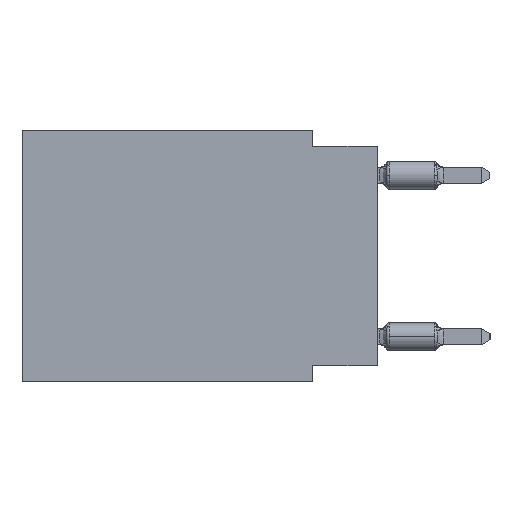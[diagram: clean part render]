
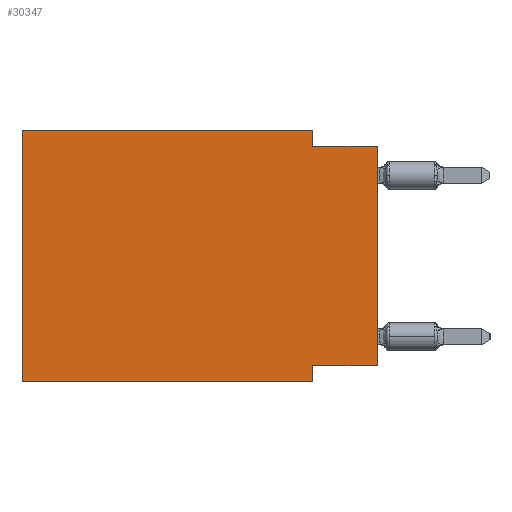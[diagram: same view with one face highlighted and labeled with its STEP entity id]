
A CAD part, left-side view. The second image highlights one B-rep face of the part: STEP entity #30347.
In plain terms, the highlighted planar face has unit normal (-1, 0, 0).
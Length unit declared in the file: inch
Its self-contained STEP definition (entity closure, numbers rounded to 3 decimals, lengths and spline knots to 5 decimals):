
#565 = VECTOR ( 'NONE', #20156, 39.37008 ) ;
#696 = EDGE_LOOP ( 'NONE', ( #33493, #33994, #16227, #5357, #6444, #27612, #5499, #20197 ) ) ;
#1547 = CARTESIAN_POINT ( 'NONE',  ( 0., 0.1, -0.39 ) ) ;
#1855 = VECTOR ( 'NONE', #21514, 39.37008 ) ;
#2211 = DIRECTION ( 'NONE',  ( 1., 0., 0. ) ) ;
#2678 = VECTOR ( 'NONE', #29104, 39.37008 ) ;
#3979 = CARTESIAN_POINT ( 'NONE',  ( 0., 0.55, 0. ) ) ;
#4187 = LINE ( 'NONE', #23704, #2678 ) ;
#4827 = CARTESIAN_POINT ( 'NONE',  ( 0., 0.1, 0. ) ) ;
#5357 = ORIENTED_EDGE ( 'NONE', *, *, #7450, .F. ) ;
#5499 = ORIENTED_EDGE ( 'NONE', *, *, #24988, .F. ) ;
#5618 = VERTEX_POINT ( 'NONE', #27922 ) ;
#5904 = EDGE_CURVE ( 'NONE', #13898, #34231, #32554, .T. ) ;
#5925 = CARTESIAN_POINT ( 'NONE',  ( 0., 0., -0.025 ) ) ;
#5967 = VECTOR ( 'NONE', #29875, 39.37008 ) ;
#6444 = ORIENTED_EDGE ( 'NONE', *, *, #8251, .F. ) ;
#7450 = EDGE_CURVE ( 'NONE', #26076, #28675, #17915, .T. ) ;
#7585 = VERTEX_POINT ( 'NONE', #14714 ) ;
#7784 = VECTOR ( 'NONE', #34426, 39.37008 ) ;
#8251 = EDGE_CURVE ( 'NONE', #7585, #26076, #22159, .T. ) ;
#8573 = DIRECTION ( 'NONE',  ( 0., 0., 1. ) ) ;
#9755 = PLANE ( 'NONE',  #25576 ) ;
#10464 = CARTESIAN_POINT ( 'NONE',  ( 0., 0.55, 0. ) ) ;
#10502 = VERTEX_POINT ( 'NONE', #14792 ) ;
#10617 = CARTESIAN_POINT ( 'NONE',  ( 0., 0.1, -0.39 ) ) ;
#10801 = CARTESIAN_POINT ( 'NONE',  ( 0., 0., -0.025 ) ) ;
#10876 = EDGE_CURVE ( 'NONE', #28675, #10502, #4187, .T. ) ;
#12223 = CARTESIAN_POINT ( 'NONE',  ( 0., 0., -0.365 ) ) ;
#13898 = VERTEX_POINT ( 'NONE', #12223 ) ;
#14088 = LINE ( 'NONE', #19459, #565 ) ;
#14125 = CARTESIAN_POINT ( 'NONE',  ( 0., 0.55, -0.39 ) ) ;
#14262 = EDGE_CURVE ( 'NONE', #13898, #5618, #14088, .T. ) ;
#14714 = CARTESIAN_POINT ( 'NONE',  ( 0., 0.55, -0.39 ) ) ;
#14792 = CARTESIAN_POINT ( 'NONE',  ( 0., 0.1, -0.025 ) ) ;
#15367 = VECTOR ( 'NONE', #19317, 39.37008 ) ;
#16227 = ORIENTED_EDGE ( 'NONE', *, *, #10876, .F. ) ;
#16639 = LINE ( 'NONE', #5925, #23271 ) ;
#16813 = DIRECTION ( 'NONE',  ( 0., -1., 0. ) ) ;
#17915 = LINE ( 'NONE', #3979, #7784 ) ;
#18310 = DIRECTION ( 'NONE',  ( 0., 0., -1. ) ) ;
#19317 = DIRECTION ( 'NONE',  ( 0., -1., 0. ) ) ;
#19437 = EDGE_CURVE ( 'NONE', #7585, #29966, #22010, .T. ) ;
#19459 = CARTESIAN_POINT ( 'NONE',  ( 0., 0., -0.365 ) ) ;
#19688 = CARTESIAN_POINT ( 'NONE',  ( 0., 0.55, 0. ) ) ;
#20156 = DIRECTION ( 'NONE',  ( 0., 1., 0. ) ) ;
#20197 = ORIENTED_EDGE ( 'NONE', *, *, #14262, .F. ) ;
#20245 = VECTOR ( 'NONE', #8573, 39.37008 ) ;
#21514 = DIRECTION ( 'NONE',  ( 0., 0., -1. ) ) ;
#22010 = LINE ( 'NONE', #14125, #15367 ) ;
#22159 = LINE ( 'NONE', #33118, #20245 ) ;
#23271 = VECTOR ( 'NONE', #16813, 39.37008 ) ;
#23704 = CARTESIAN_POINT ( 'NONE',  ( 0., 0.1, 0. ) ) ;
#24988 = EDGE_CURVE ( 'NONE', #5618, #29966, #35148, .T. ) ;
#25576 = AXIS2_PLACEMENT_3D ( 'NONE', #10464, #2211, #18310 ) ;
#26076 = VERTEX_POINT ( 'NONE', #19688 ) ;
#27612 = ORIENTED_EDGE ( 'NONE', *, *, #19437, .T. ) ;
#27922 = CARTESIAN_POINT ( 'NONE',  ( 0., 0.1, -0.365 ) ) ;
#28675 = VERTEX_POINT ( 'NONE', #4827 ) ;
#29104 = DIRECTION ( 'NONE',  ( 0., 0., -1. ) ) ;
#29347 = CARTESIAN_POINT ( 'NONE',  ( 0., 0., 0. ) ) ;
#29875 = DIRECTION ( 'NONE',  ( 0., 0., 1. ) ) ;
#29966 = VERTEX_POINT ( 'NONE', #1547 ) ;
#30347 = ADVANCED_FACE ( 'NONE', ( #31965 ), #9755, .F. ) ;
#30969 = EDGE_CURVE ( 'NONE', #10502, #34231, #16639, .T. ) ;
#31965 = FACE_OUTER_BOUND ( 'NONE', #696, .T. ) ;
#32554 = LINE ( 'NONE', #29347, #5967 ) ;
#33118 = CARTESIAN_POINT ( 'NONE',  ( 0., 0.55, 0. ) ) ;
#33493 = ORIENTED_EDGE ( 'NONE', *, *, #5904, .T. ) ;
#33994 = ORIENTED_EDGE ( 'NONE', *, *, #30969, .F. ) ;
#34231 = VERTEX_POINT ( 'NONE', #10801 ) ;
#34426 = DIRECTION ( 'NONE',  ( 0., -1., 0. ) ) ;
#35148 = LINE ( 'NONE', #10617, #1855 ) ;
